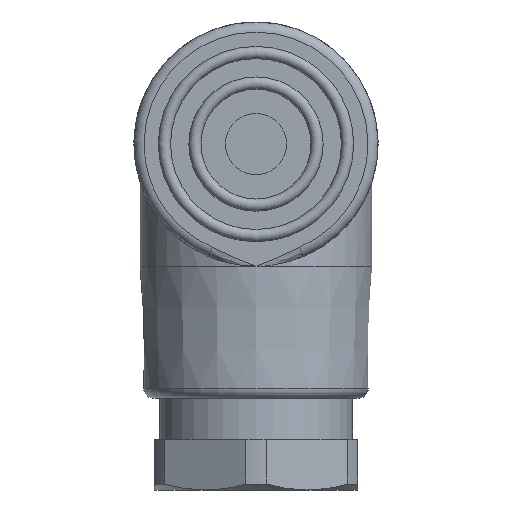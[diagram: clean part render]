
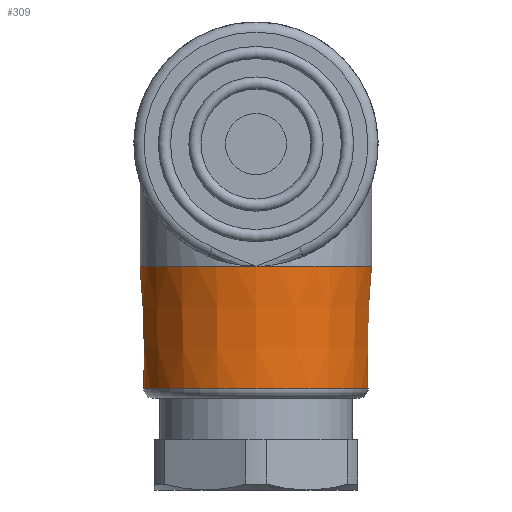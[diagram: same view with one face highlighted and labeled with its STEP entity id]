
A CAD part, left-side view. The second image highlights one B-rep face of the part: STEP entity #309.
In plain terms, the highlighted conical face has half-angle 1.762 degrees and reference radius 5.5 mm.
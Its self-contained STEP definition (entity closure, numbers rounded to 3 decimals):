
#156=CONICAL_SURFACE('',#1397,5.5,1.762);
#309=ADVANCED_FACE('',(#463,#464),#156,.T.);
#463=FACE_BOUND('',#565,.T.);
#464=FACE_BOUND('',#566,.T.);
#565=EDGE_LOOP('',(#749));
#566=EDGE_LOOP('',(#750));
#749=ORIENTED_EDGE('',*,*,#1124,.T.);
#750=ORIENTED_EDGE('',*,*,#1126,.F.);
#999=VERTEX_POINT('',#2074);
#1001=VERTEX_POINT('',#2079);
#1124=EDGE_CURVE('',#999,#999,#1265,.T.);
#1126=EDGE_CURVE('',#1001,#1001,#1267,.T.);
#1265=CIRCLE('',#1393,5.515);
#1267=CIRCLE('',#1396,5.7);
#1393=AXIS2_PLACEMENT_3D('',#2073,#1671,#1672);
#1396=AXIS2_PLACEMENT_3D('',#2078,#1677,#1678);
#1397=AXIS2_PLACEMENT_3D('',#2080,#1679,#1680);
#1671=DIRECTION('',(0.,0.,1.));
#1672=DIRECTION('',(1.,0.,0.));
#1677=DIRECTION('',(0.,0.,1.));
#1678=DIRECTION('',(1.,0.,0.));
#1679=DIRECTION('',(0.,0.,1.));
#1680=DIRECTION('',(-1.,0.,0.));
#2073=CARTESIAN_POINT('',(-28.8,0.,-12.015));
#2074=CARTESIAN_POINT('',(-23.285,0.,-12.015));
#2078=CARTESIAN_POINT('',(-28.8,0.,-6.));
#2079=CARTESIAN_POINT('',(-34.5,0.,-6.));
#2080=CARTESIAN_POINT('',(-28.8,0.,-12.5));
